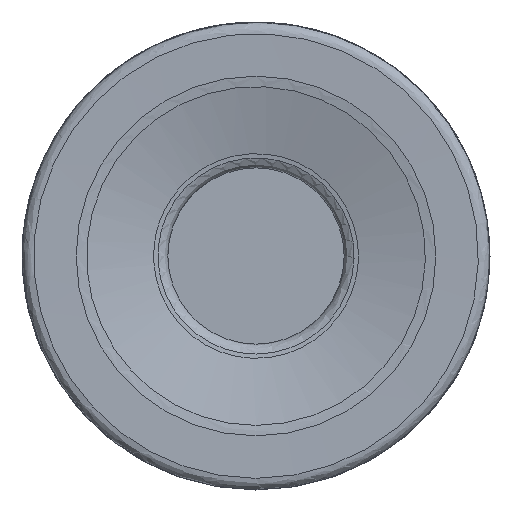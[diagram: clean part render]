
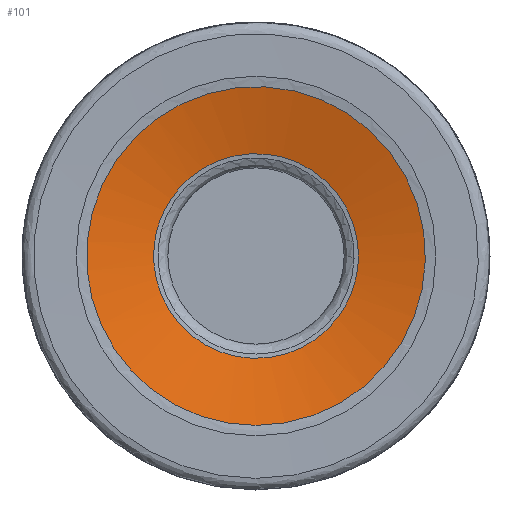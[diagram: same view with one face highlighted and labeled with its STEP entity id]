
A CAD part, front view. The second image highlights one B-rep face of the part: STEP entity #101.
In plain terms, the highlighted face is a revolution surface.
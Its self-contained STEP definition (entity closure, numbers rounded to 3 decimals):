
#95=(
BOUNDED_CURVE()
B_SPLINE_CURVE(3,(#715,#716,#717,#718,#719,#720,#721),.UNSPECIFIED.,.T.,
 .F.)
B_SPLINE_CURVE_WITH_KNOTS((1,3,3,3,1),(-0.5,0.,0.5,1.,1.5),
 .UNSPECIFIED.)
CURVE()
GEOMETRIC_REPRESENTATION_ITEM()
RATIONAL_B_SPLINE_CURVE((1.,0.333,0.333,1.,0.333,
0.333,1.))
REPRESENTATION_ITEM('')
);
#101=ADVANCED_FACE('',(#186,#187),#137,.T.);
#137=SURFACE_OF_REVOLUTION('',#167,#152);
#152=AXIS1_PLACEMENT('',#740,#578);
#167=B_SPLINE_CURVE_WITH_KNOTS('',5,(#723,#724,#725,#726,#727,#728,#729,
#730,#731,#732,#733,#734,#735,#736,#737,#738,#739),.UNSPECIFIED.,.F.,.F.,
(6,1,1,1,1,1,1,1,1,1,1,1,6),(0.,0.103,0.243,0.401,
0.554,0.693,0.797,0.861,
0.9,0.929,0.955,0.981,
1.),.UNSPECIFIED.);
#186=FACE_BOUND('',#245,.T.);
#187=FACE_BOUND('',#246,.T.);
#245=EDGE_LOOP('',(#310));
#246=EDGE_LOOP('',(#311));
#310=ORIENTED_EDGE('',*,*,#434,.F.);
#311=ORIENTED_EDGE('',*,*,#433,.F.);
#394=VERTEX_POINT('',#707);
#395=VERTEX_POINT('',#722);
#433=EDGE_CURVE('',#394,#394,#476,.T.);
#434=EDGE_CURVE('',#395,#395,#95,.T.);
#476=CIRCLE('',#518,11.583);
#518=AXIS2_PLACEMENT_3D('',#706,#575,#576);
#575=DIRECTION('',(0.,1.,0.));
#576=DIRECTION('',(0.,0.,-1.));
#578=DIRECTION('',(0.,-1.,0.));
#706=CARTESIAN_POINT('',(-7.914,-65.828,-1.392));
#707=CARTESIAN_POINT('',(-7.914,-65.828,-12.975));
#715=CARTESIAN_POINT('',(-14.885,-64.683,-2.002));
#716=CARTESIAN_POINT('',(-13.665,-64.683,-15.944));
#717=CARTESIAN_POINT('',(0.276,-64.683,-14.724));
#718=CARTESIAN_POINT('',(-0.943,-64.683,-0.782));
#719=CARTESIAN_POINT('',(-2.163,-64.683,13.159));
#720=CARTESIAN_POINT('',(-16.105,-64.683,11.94));
#721=CARTESIAN_POINT('',(-14.885,-64.683,-2.002));
#722=CARTESIAN_POINT('',(-14.885,-64.683,-2.002));
#723=CARTESIAN_POINT('',(-19.453,-65.828,-2.402));
#724=CARTESIAN_POINT('',(-19.359,-65.804,-2.394));
#725=CARTESIAN_POINT('',(-19.137,-65.746,-2.374));
#726=CARTESIAN_POINT('',(-18.77,-65.657,-2.342));
#727=CARTESIAN_POINT('',(-18.266,-65.523,-2.298));
#728=CARTESIAN_POINT('',(-17.633,-65.365,-2.243));
#729=CARTESIAN_POINT('',(-17.001,-65.2,-2.187));
#730=CARTESIAN_POINT('',(-16.437,-65.057,-2.138));
#731=CARTESIAN_POINT('',(-15.983,-64.938,-2.098));
#732=CARTESIAN_POINT('',(-15.64,-64.849,-2.068));
#733=CARTESIAN_POINT('',(-15.402,-64.786,-2.047));
#734=CARTESIAN_POINT('',(-15.232,-64.749,-2.033));
#735=CARTESIAN_POINT('',(-15.104,-64.722,-2.021));
#736=CARTESIAN_POINT('',(-15.011,-64.705,-2.013));
#737=CARTESIAN_POINT('',(-14.945,-64.693,-2.007));
#738=CARTESIAN_POINT('',(-14.903,-64.686,-2.004));
#739=CARTESIAN_POINT('',(-14.885,-64.683,-2.002));
#740=CARTESIAN_POINT('',(-7.914,34.,-1.392));
